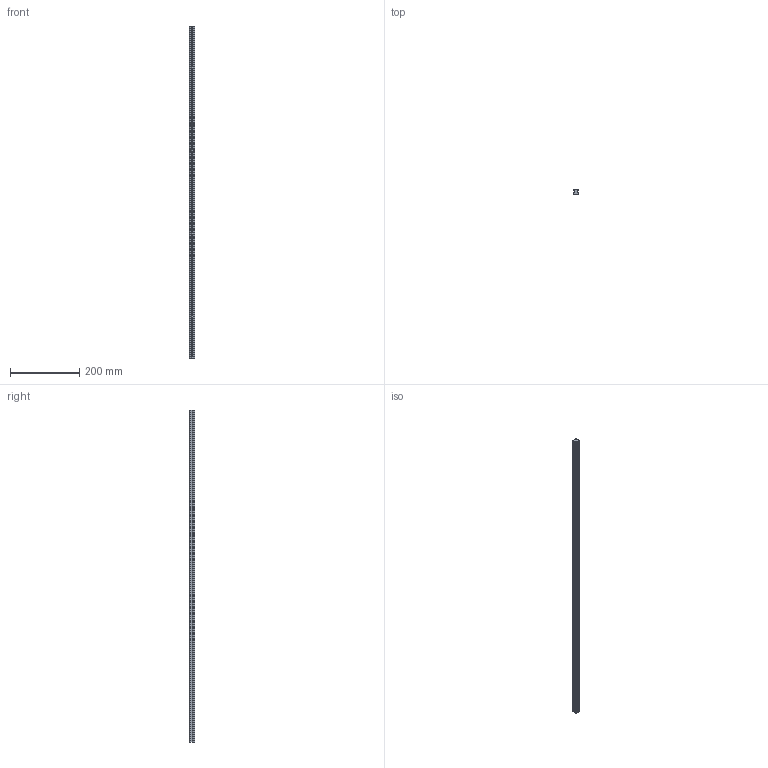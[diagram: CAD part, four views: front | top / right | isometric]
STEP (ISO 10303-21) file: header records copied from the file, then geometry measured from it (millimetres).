
FILE_DESCRIPTION((''),'2;1');
FILE_NAME('Motedis_AR-HR15-N-960-Rail.stp','2019-09-12T17:58:33',('User'),(''),'Autodesk Inventor 2009','Autodesk Inventor 2009','');
FILE_SCHEMA(('AUTOMOTIVE_DESIGN { 1 0 10303 214 1 1 1 1 }'));
Length unit declared in the file: millimetre
Products named in the file (1): Motedis_AR-HR15-N-1980-Rail
Bounding box: 15 x 15 x 960 mm (x, y, z)
Volume: 164103.3 mm3; surface area: 61830.3 mm2
Topology: 1 solids, 1 shells, 140 faces, 414 edges, 276 vertices
Faces by surface type: plane 74, bspline 52, cylinder 14
Entity records: 5104 total; most frequent: CARTESIAN_POINT 1507, DIRECTION 740, ORIENTED_EDGE 732, EDGE_CURVE 366, AXIS2_PLACEMENT_3D 293, VERTEX_POINT 260, EDGE_LOOP 204, VECTOR 154
